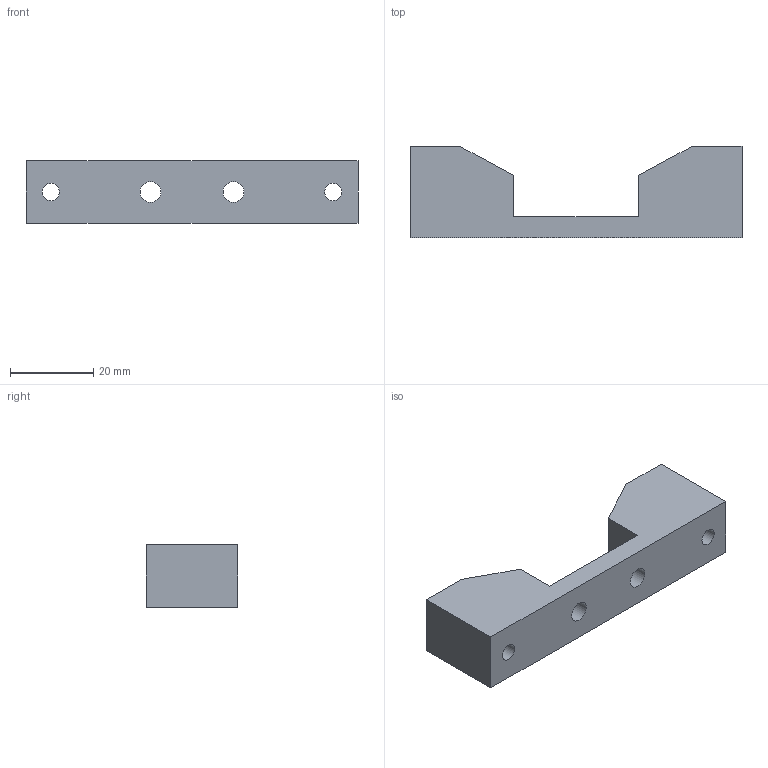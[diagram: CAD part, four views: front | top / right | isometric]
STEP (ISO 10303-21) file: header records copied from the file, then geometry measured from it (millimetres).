
FILE_DESCRIPTION(/* description */ ('Universal Spindle Mount'),/* implementation_level */ '2;1');
FILE_NAME(/* name */ 'SM-TM.ipt.step',/* time_stamp */ '2013-11-18T15:50:09-06:00',/* author */ ('ERF'),/* organization */ (''),/* preprocessor_version */ 'ST-DEVELOPER v15.2',/* originating_system */ 'Autodesk Inventor 2014',/* authorisation */ 'PER ALEX BI @ NINGBO YINZHOU, 8-2-13');
FILE_SCHEMA (('AUTOMOTIVE_DESIGN { 1 0 10303 214 3 1 1 }'));
Length unit declared in the file: millimetre
Products named in the file (1): SM-TM
Bounding box: 80 x 22 x 15 mm (x, y, z)
Volume: 16598.1 mm3; surface area: 6327.2 mm2
Topology: 1 solids, 1 shells, 16 faces, 44 edges, 30 vertices
Faces by surface type: plane 12, cylinder 4
Full cylindrical faces by diameter (mm): 4.134 x2, 5 x2
Entity records: 511 total; most frequent: CARTESIAN_POINT 83, DIRECTION 80, ORIENTED_EDGE 76, EDGE_CURVE 38, LINE 30, VECTOR 30, EDGE_LOOP 28, VERTEX_POINT 28
